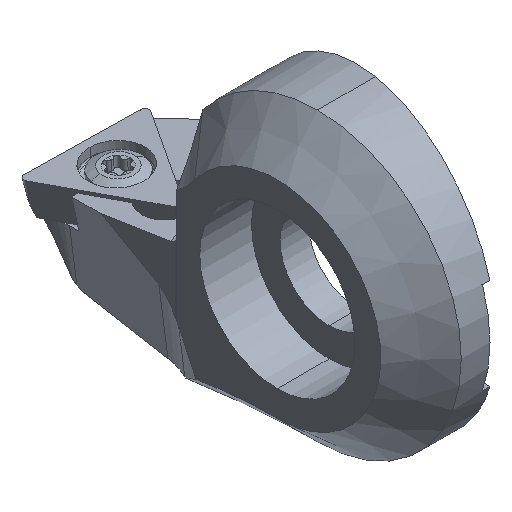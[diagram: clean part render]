
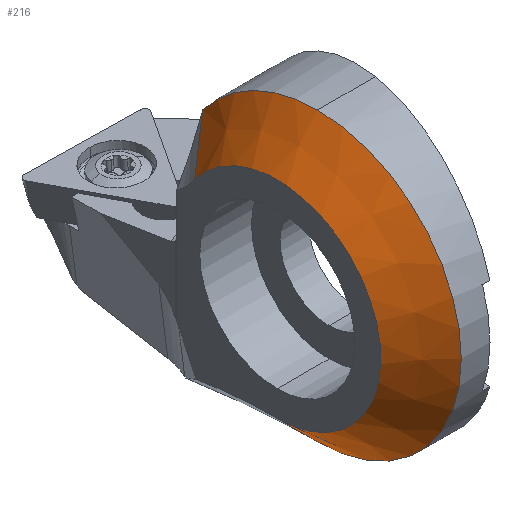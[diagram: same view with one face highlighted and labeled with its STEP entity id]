
A CAD part, isometric view. The second image highlights one B-rep face of the part: STEP entity #216.
In plain terms, the highlighted conical face has half-angle 45 degrees and reference radius 12.5 mm.
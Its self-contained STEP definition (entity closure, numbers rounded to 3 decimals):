
#15 = DIRECTION ( 'NONE',  ( -0.707, -0.566, -0.424 ) ) ;
#100 = CIRCLE ( 'NONE', #716, 9. ) ;
#148 = DIRECTION ( 'NONE',  ( -1., 0., 0. ) ) ;
#216 = ADVANCED_FACE ( 'NONE', ( #2198 ), #1449, .T. ) ;
#224 = DIRECTION ( 'NONE',  ( -1., 0., 0. ) ) ;
#253 = EDGE_CURVE ( 'NONE', #3097, #2184, #1121, .T. ) ;
#265 = EDGE_CURVE ( 'NONE', #1900, #2225, #1361, .T. ) ;
#380 = CARTESIAN_POINT ( 'NONE',  ( -3.523, 9.982, 7.486 ) ) ;
#417 = DIRECTION ( 'NONE',  ( 1., 0., 0. ) ) ;
#671 = DIRECTION ( 'NONE',  ( 0., 0., 1. ) ) ;
#716 = AXIS2_PLACEMENT_3D ( 'NONE', #2187, #148, #3361 ) ;
#734 = EDGE_CURVE ( 'NONE', #1900, #2995, #979, .T. ) ;
#835 = CARTESIAN_POINT ( 'NONE',  ( -3.523, 9.982, 7.486 ) ) ;
#870 = EDGE_CURVE ( 'NONE', #2225, #1375, #1749, .T. ) ;
#886 = DIRECTION ( 'NONE',  ( 0., 0., 1. ) ) ;
#959 = CARTESIAN_POINT ( 'NONE',  ( -3.5, 0., 0. ) ) ;
#979 = LINE ( 'NONE', #3062, #2870 ) ;
#1121 = LINE ( 'NONE', #1457, #1269 ) ;
#1170 = ORIENTED_EDGE ( 'NONE', *, *, #253, .T. ) ;
#1269 = VECTOR ( 'NONE', #15, 1000. ) ;
#1361 = CIRCLE ( 'NONE', #2847, 12.5 ) ;
#1375 = VERTEX_POINT ( 'NONE', #1935 ) ;
#1405 = CARTESIAN_POINT ( 'NONE',  ( -3.5, 9.993, 7.509 ) ) ;
#1449 = CONICAL_SURFACE ( 'NONE', #1937, 12.5, 0.785 ) ;
#1457 = CARTESIAN_POINT ( 'NONE',  ( -7., 7.2, 5.4 ) ) ;
#1462 = ORIENTED_EDGE ( 'NONE', *, *, #3122, .F. ) ;
#1579 = ORIENTED_EDGE ( 'NONE', *, *, #734, .F. ) ;
#1583 = DIRECTION ( 'NONE',  ( -0.707, 0., 0.707 ) ) ;
#1749 = CIRCLE ( 'NONE', #3008, 12.5 ) ;
#1849 = CARTESIAN_POINT ( 'NONE',  ( -7., 7.2, 5.4 ) ) ;
#1862 = CARTESIAN_POINT ( 'NONE',  ( -3.5, 0., 12.5 ) ) ;
#1900 = VERTEX_POINT ( 'NONE', #3099 ) ;
#1935 = CARTESIAN_POINT ( 'NONE',  ( -3.5, 9.993, 7.509 ) ) ;
#1937 = AXIS2_PLACEMENT_3D ( 'NONE', #3091, #417, #3683 ) ;
#1988 = ORIENTED_EDGE ( 'NONE', *, *, #870, .T. ) ;
#2142 = DIRECTION ( 'NONE',  ( -1., 0., 0. ) ) ;
#2184 = VERTEX_POINT ( 'NONE', #1849 ) ;
#2187 = CARTESIAN_POINT ( 'NONE',  ( -7., 0., 0. ) ) ;
#2198 = FACE_OUTER_BOUND ( 'NONE', #2799, .T. ) ;
#2225 = VERTEX_POINT ( 'NONE', #1862 ) ;
#2353 = EDGE_CURVE ( 'NONE', #3097, #1375, #2885, .T. ) ;
#2378 = ORIENTED_EDGE ( 'NONE', *, *, #265, .T. ) ;
#2544 = CARTESIAN_POINT ( 'NONE',  ( -3.508, 9.989, 7.502 ) ) ;
#2799 = EDGE_LOOP ( 'NONE', ( #1579, #2378, #1988, #3439, #1170, #1462 ) ) ;
#2843 = CARTESIAN_POINT ( 'NONE',  ( -3.515, 9.985, 7.494 ) ) ;
#2847 = AXIS2_PLACEMENT_3D ( 'NONE', #3574, #224, #886 ) ;
#2870 = VECTOR ( 'NONE', #1583, 1000. ) ;
#2885 = B_SPLINE_CURVE_WITH_KNOTS ( 'NONE', 3,
 ( #835, #2843, #2544, #1405 ),
 .UNSPECIFIED., .F., .F.,
 ( 4, 4 ),
 ( 0.007, 0.007 ),
 .UNSPECIFIED. ) ;
#2995 = VERTEX_POINT ( 'NONE', #3043 ) ;
#3008 = AXIS2_PLACEMENT_3D ( 'NONE', #959, #2142, #671 ) ;
#3043 = CARTESIAN_POINT ( 'NONE',  ( -7., 0., -9. ) ) ;
#3062 = CARTESIAN_POINT ( 'NONE',  ( -9.05, 0., -6.95 ) ) ;
#3091 = CARTESIAN_POINT ( 'NONE',  ( -3.5, 0., 0. ) ) ;
#3097 = VERTEX_POINT ( 'NONE', #380 ) ;
#3099 = CARTESIAN_POINT ( 'NONE',  ( -3.5, 0., -12.5 ) ) ;
#3122 = EDGE_CURVE ( 'NONE', #2995, #2184, #100, .T. ) ;
#3361 = DIRECTION ( 'NONE',  ( 0., 1., 0. ) ) ;
#3439 = ORIENTED_EDGE ( 'NONE', *, *, #2353, .F. ) ;
#3574 = CARTESIAN_POINT ( 'NONE',  ( -3.5, 0., 0. ) ) ;
#3683 = DIRECTION ( 'NONE',  ( 0., 0., -1. ) ) ;
